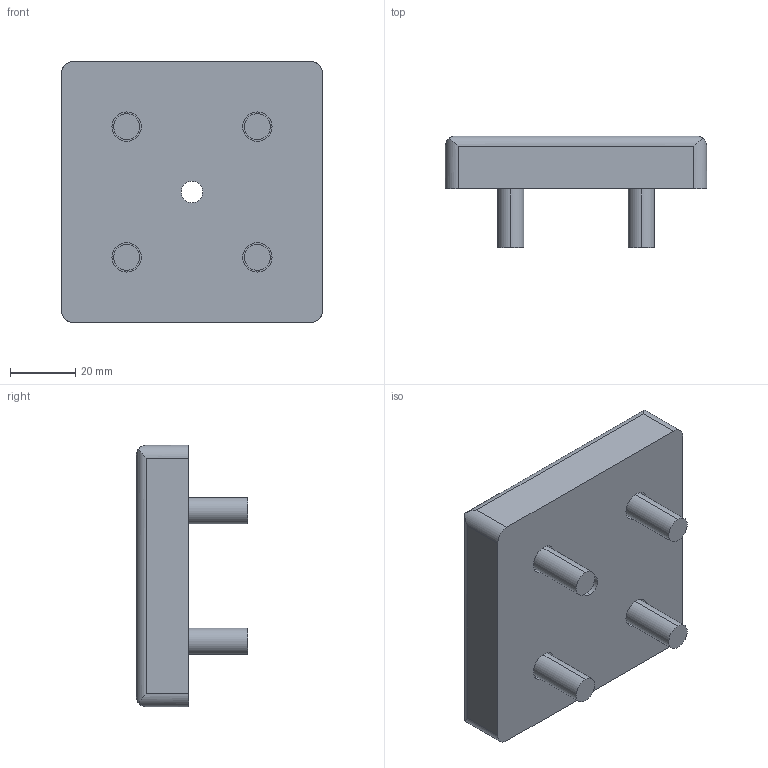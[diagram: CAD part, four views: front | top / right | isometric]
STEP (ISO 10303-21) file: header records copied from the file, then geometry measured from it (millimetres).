
FILE_DESCRIPTION (( 'STEP AP214' ), '1' );
FILE_NAME ('-7438140', '2019-02-04T09:43:39', ( '' ), ('JUGARD+KÜNSTNER GmbH'), 'SwSTEP 2.0', 'SolidWorks 2017', '' );
FILE_SCHEMA (( 'AUTOMOTIVE_DESIGN' ));
Length unit declared in the file: millimetre
Products named in the file (1): -7438140_CNAJF00
Bounding box: 80 x 34 x 80 mm (x, y, z)
Volume: 102179.6 mm3; surface area: 23957.4 mm2
Topology: 1 solids, 1 shells, 64 faces, 138 edges, 92 vertices
Faces by surface type: cylinder 42, plane 22
Entity records: 2588 total; most frequent: CARTESIAN_POINT 395, DIRECTION 328, ORIENTED_EDGE 276, EDGE_CURVE 138, AXIS2_PLACEMENT_3D 137, VERTEX_POINT 92, EDGE_LOOP 82, CIRCLE 72
